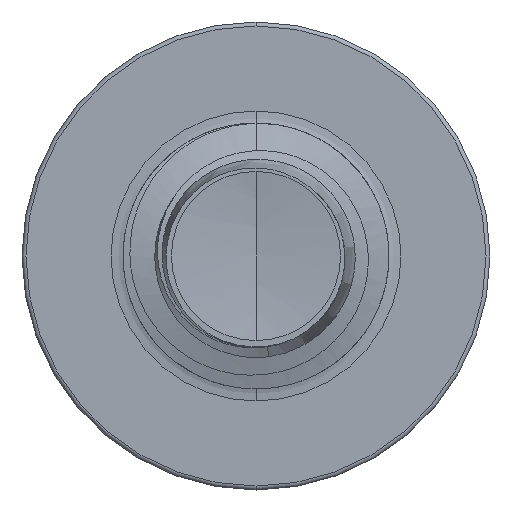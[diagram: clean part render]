
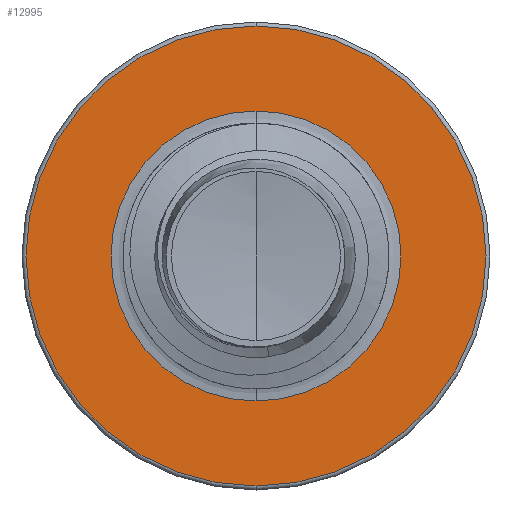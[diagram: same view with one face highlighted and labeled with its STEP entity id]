
A CAD part, front view. The second image highlights one B-rep face of the part: STEP entity #12995.
In plain terms, the highlighted planar face has unit normal (0, -1, 0).
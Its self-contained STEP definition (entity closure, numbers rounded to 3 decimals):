
#1313 = DIRECTION ( 'NONE',  ( 0., 0., 1. ) ) ;
#1574 = CARTESIAN_POINT ( 'NONE',  ( 0., 4., -1.363 ) ) ;
#1613 = CARTESIAN_POINT ( 'NONE',  ( 0., 4., 0. ) ) ;
#3025 = CIRCLE ( 'NONE', #4101, 1.363 ) ;
#3212 = DIRECTION ( 'NONE',  ( 0., 0., 1. ) ) ;
#3641 = FACE_OUTER_BOUND ( 'NONE', #12589, .T. ) ;
#3958 = EDGE_CURVE ( 'NONE', #14108, #5481, #9440, .T. ) ;
#4037 = VERTEX_POINT ( 'NONE', #6465 ) ;
#4101 = AXIS2_PLACEMENT_3D ( 'NONE', #16234, #9916, #1313 ) ;
#4542 = VERTEX_POINT ( 'NONE', #1574 ) ;
#5084 = CARTESIAN_POINT ( 'NONE',  ( 0., 4., 2.163 ) ) ;
#5183 = DIRECTION ( 'NONE',  ( 0., 1., 0. ) ) ;
#5481 = VERTEX_POINT ( 'NONE', #5084 ) ;
#5911 = ORIENTED_EDGE ( 'NONE', *, *, #3958, .F. ) ;
#6465 = CARTESIAN_POINT ( 'NONE',  ( 0., 4., 1.363 ) ) ;
#6561 = DIRECTION ( 'NONE',  ( 0., 0., 1. ) ) ;
#6568 = DIRECTION ( 'NONE',  ( 0., 1., 0. ) ) ;
#6609 = CARTESIAN_POINT ( 'NONE',  ( 0., 4., 0. ) ) ;
#7368 = FACE_BOUND ( 'NONE', #8572, .T. ) ;
#7440 = DIRECTION ( 'NONE',  ( 0., 1., 0. ) ) ;
#7521 = AXIS2_PLACEMENT_3D ( 'NONE', #7945, #5183, #14100 ) ;
#7945 = CARTESIAN_POINT ( 'NONE',  ( 0., 4., -1.363 ) ) ;
#8572 = EDGE_LOOP ( 'NONE', ( #11154, #11822 ) ) ;
#9145 = CIRCLE ( 'NONE', #11454, 2.163 ) ;
#9440 = CIRCLE ( 'NONE', #14360, 2.163 ) ;
#9916 = DIRECTION ( 'NONE',  ( 0., 1., 0. ) ) ;
#10546 = CIRCLE ( 'NONE', #14392, 1.363 ) ;
#11154 = ORIENTED_EDGE ( 'NONE', *, *, #15926, .T. ) ;
#11407 = DIRECTION ( 'NONE',  ( 0., 1., 0. ) ) ;
#11454 = AXIS2_PLACEMENT_3D ( 'NONE', #1613, #11407, #3212 ) ;
#11822 = ORIENTED_EDGE ( 'NONE', *, *, #12468, .T. ) ;
#12468 = EDGE_CURVE ( 'NONE', #4542, #4037, #3025, .T. ) ;
#12589 = EDGE_LOOP ( 'NONE', ( #14054, #5911 ) ) ;
#12753 = EDGE_CURVE ( 'NONE', #5481, #14108, #9145, .T. ) ;
#12995 = ADVANCED_FACE ( 'NONE', ( #3641, #7368 ), #13075, .F. ) ;
#13075 = PLANE ( 'NONE',  #7521 ) ;
#14054 = ORIENTED_EDGE ( 'NONE', *, *, #12753, .F. ) ;
#14100 = DIRECTION ( 'NONE',  ( 0., 0., 1. ) ) ;
#14108 = VERTEX_POINT ( 'NONE', #16060 ) ;
#14360 = AXIS2_PLACEMENT_3D ( 'NONE', #6609, #6568, #6561 ) ;
#14392 = AXIS2_PLACEMENT_3D ( 'NONE', #14666, #7440, #15566 ) ;
#14666 = CARTESIAN_POINT ( 'NONE',  ( 0., 4., 0. ) ) ;
#15566 = DIRECTION ( 'NONE',  ( 0., 0., 1. ) ) ;
#15926 = EDGE_CURVE ( 'NONE', #4037, #4542, #10546, .T. ) ;
#16060 = CARTESIAN_POINT ( 'NONE',  ( 0., 4., -2.162 ) ) ;
#16234 = CARTESIAN_POINT ( 'NONE',  ( 0., 4., 0. ) ) ;
